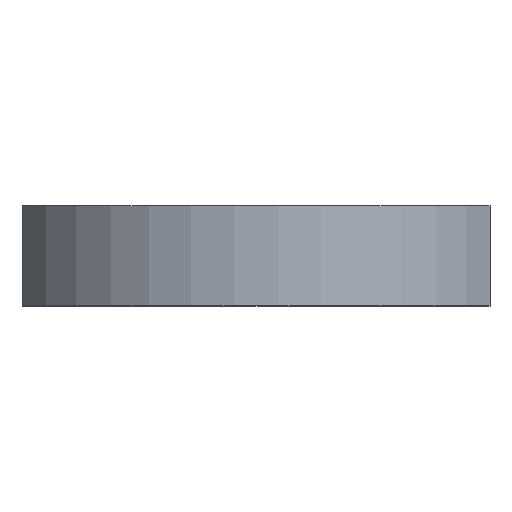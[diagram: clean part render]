
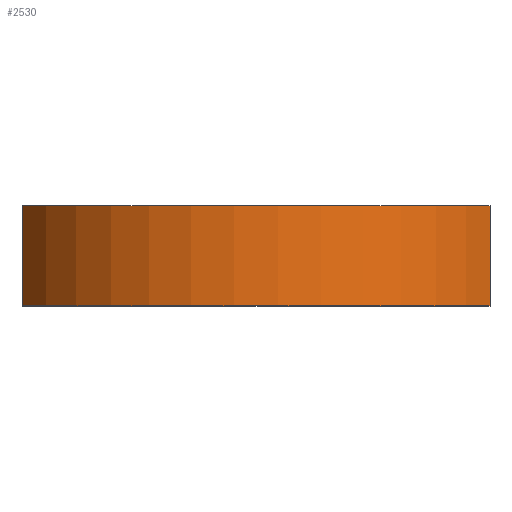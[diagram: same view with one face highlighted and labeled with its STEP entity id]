
A CAD part, top view. The second image highlights one B-rep face of the part: STEP entity #2530.
In plain terms, the highlighted cylindrical face has radius 101.6 mm (diameter 203.2 mm), a partial arc.
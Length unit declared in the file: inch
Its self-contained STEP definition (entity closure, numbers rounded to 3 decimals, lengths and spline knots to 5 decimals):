
#3 = AXIS2_PLACEMENT_3D ( 'NONE', #1501, #1508, #1509 ) ;
#92 = AXIS2_PLACEMENT_3D ( 'NONE', #1504, #1506, #1507 ) ;
#224 = EDGE_CURVE ( 'NONE', #1211, #1080, #2224, .T. ) ;
#231 = EDGE_CURVE ( 'NONE', #1211, #1207, #2326, .T. ) ;
#232 = EDGE_CURVE ( 'NONE', #1080, #1204, #2322, .T. ) ;
#233 = EDGE_CURVE ( 'NONE', #1207, #1204, #2327, .T. ) ;
#351 = AXIS2_PLACEMENT_3D ( 'NONE', #2149, #2049, #1911 ) ;
#514 = EDGE_LOOP ( 'NONE', ( #858, #854, #861, #864 ) ) ;
#854 = ORIENTED_EDGE ( 'NONE', *, *, #233, .F. ) ;
#858 = ORIENTED_EDGE ( 'NONE', *, *, #232, .T. ) ;
#861 = ORIENTED_EDGE ( 'NONE', *, *, #231, .F. ) ;
#864 = ORIENTED_EDGE ( 'NONE', *, *, #224, .T. ) ;
#1080 = VERTEX_POINT ( 'NONE', #2028 ) ;
#1204 = VERTEX_POINT ( 'NONE', #1844 ) ;
#1207 = VERTEX_POINT ( 'NONE', #1897 ) ;
#1211 = VERTEX_POINT ( 'NONE', #1741 ) ;
#1484 = CARTESIAN_POINT ( 'NONE',  ( -3.509, 0.75, 1.92014 ) ) ;
#1487 = DIRECTION ( 'NONE',  ( 0., -1., 0. ) ) ;
#1501 = CARTESIAN_POINT ( 'NONE',  ( 0., -0.75, 0. ) ) ;
#1504 = CARTESIAN_POINT ( 'NONE',  ( 0., 0.75, 0. ) ) ;
#1506 = DIRECTION ( 'NONE',  ( 0., 1., 0. ) ) ;
#1507 = DIRECTION ( 'NONE',  ( 0., 0., 1. ) ) ;
#1508 = DIRECTION ( 'NONE',  ( 0., 1., 0. ) ) ;
#1509 = DIRECTION ( 'NONE',  ( 0., 0., 1. ) ) ;
#1511 = CARTESIAN_POINT ( 'NONE',  ( 3.509, 0.75, 1.92014 ) ) ;
#1512 = DIRECTION ( 'NONE',  ( 0., -1., 0. ) ) ;
#1741 = CARTESIAN_POINT ( 'NONE',  ( -3.509, 0.75, 1.92014 ) ) ;
#1844 = CARTESIAN_POINT ( 'NONE',  ( 3.509, -0.75, 1.92014 ) ) ;
#1897 = CARTESIAN_POINT ( 'NONE',  ( 3.509, 0.75, 1.92014 ) ) ;
#1911 = DIRECTION ( 'NONE',  ( 0., 0., -1. ) ) ;
#2028 = CARTESIAN_POINT ( 'NONE',  ( -3.509, -0.75, 1.92014 ) ) ;
#2049 = DIRECTION ( 'NONE',  ( 0., -1., 0. ) ) ;
#2149 = CARTESIAN_POINT ( 'NONE',  ( 0., 0.75, 0. ) ) ;
#2224 = LINE ( 'NONE', #1484, #2239 ) ;
#2239 = VECTOR ( 'NONE', #1487, 39.37008 ) ;
#2322 = CIRCLE ( 'NONE', #3, 4. ) ;
#2325 = VECTOR ( 'NONE', #1512, 39.37008 ) ;
#2326 = CIRCLE ( 'NONE', #92, 4. ) ;
#2327 = LINE ( 'NONE', #1511, #2325 ) ;
#2402 = FACE_OUTER_BOUND ( 'NONE', #514, .T. ) ;
#2413 = CYLINDRICAL_SURFACE ( 'NONE', #351, 4. ) ;
#2530 = ADVANCED_FACE ( 'NONE', ( #2402 ), #2413, .T. ) ;
